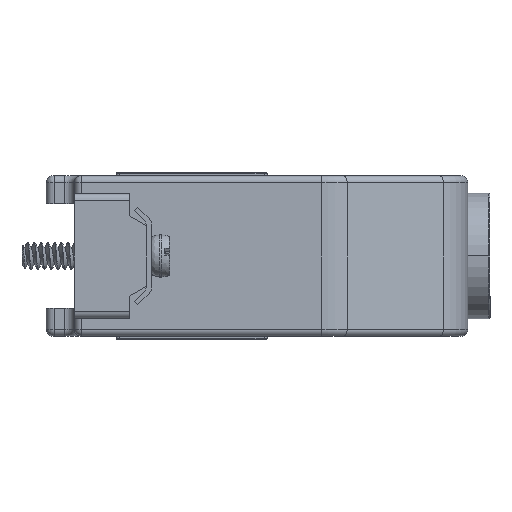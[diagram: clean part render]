
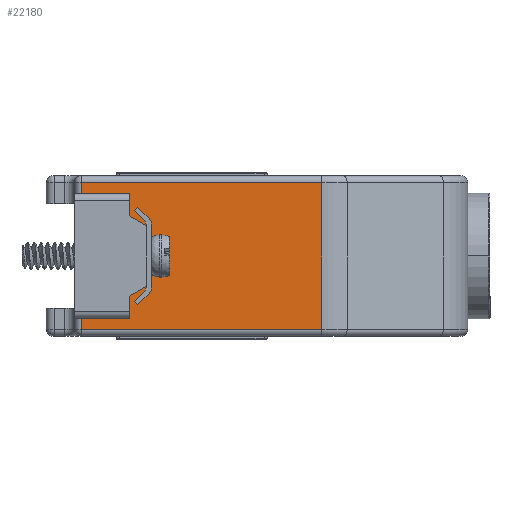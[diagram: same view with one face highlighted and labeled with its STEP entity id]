
A CAD part, left-side view. The second image highlights one B-rep face of the part: STEP entity #22180.
In plain terms, the highlighted planar face has unit normal (-1, 0, 0).
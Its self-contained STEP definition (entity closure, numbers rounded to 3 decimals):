
#282 = VECTOR ( 'NONE', #15535, 1000. ) ;
#400 = CARTESIAN_POINT ( 'NONE',  ( 6.229, 22.049, 15.35 ) ) ;
#1458 = LINE ( 'NONE', #26190, #21903 ) ;
#1497 = VECTOR ( 'NONE', #32146, 1000. ) ;
#1663 = LINE ( 'NONE', #26399, #24200 ) ;
#2744 = ORIENTED_EDGE ( 'NONE', *, *, #38640, .T. ) ;
#2869 = CARTESIAN_POINT ( 'NONE',  ( 6.229, 17.249, 26.65 ) ) ;
#5174 = CARTESIAN_POINT ( 'NONE',  ( 6.229, 22.049, 28.85 ) ) ;
#5256 = LINE ( 'NONE', #20536, #33537 ) ;
#5817 = ORIENTED_EDGE ( 'NONE', *, *, #22723, .T. ) ;
#5857 = ORIENTED_EDGE ( 'NONE', *, *, #18731, .F. ) ;
#5864 = DIRECTION ( 'NONE',  ( 0., -1., 0. ) ) ;
#6098 = CARTESIAN_POINT ( 'NONE',  ( 6.229, 17.249, 28.85 ) ) ;
#7238 = VECTOR ( 'NONE', #5864, 1000. ) ;
#7713 = CARTESIAN_POINT ( 'NONE',  ( 6.229, 22.749, 15.35 ) ) ;
#8086 = DIRECTION ( 'NONE',  ( 0., 0., 1. ) ) ;
#8343 = EDGE_CURVE ( 'NONE', #18248, #33779, #9222, .T. ) ;
#8717 = CARTESIAN_POINT ( 'NONE',  ( 6.229, 22.749, 29.95 ) ) ;
#8909 = LINE ( 'NONE', #8717, #29735 ) ;
#9016 = CARTESIAN_POINT ( 'NONE',  ( 6.229, -1.876, 14.65 ) ) ;
#9035 = CARTESIAN_POINT ( 'NONE',  ( 6.229, 15.549, 19.65 ) ) ;
#9222 = LINE ( 'NONE', #9035, #39607 ) ;
#9252 = CARTESIAN_POINT ( 'NONE',  ( 6.229, 22.749, 16.45 ) ) ;
#9712 = CARTESIAN_POINT ( 'NONE',  ( 6.229, 17.249, 16.45 ) ) ;
#9822 = CARTESIAN_POINT ( 'NONE',  ( 6.229, 15.549, 25.65 ) ) ;
#9982 = ORIENTED_EDGE ( 'NONE', *, *, #15419, .T. ) ;
#10354 = CARTESIAN_POINT ( 'NONE',  ( 6.229, 17.249, 28.85 ) ) ;
#11680 = VECTOR ( 'NONE', #20213, 1000. ) ;
#12125 = EDGE_CURVE ( 'NONE', #29127, #38376, #1663, .T. ) ;
#12960 = ORIENTED_EDGE ( 'NONE', *, *, #26846, .F. ) ;
#13549 = VECTOR ( 'NONE', #26398, 1000. ) ;
#13918 = DIRECTION ( 'NONE',  ( 0., 0., -1. ) ) ;
#14163 = ORIENTED_EDGE ( 'NONE', *, *, #24529, .F. ) ;
#15419 = EDGE_CURVE ( 'NONE', #15551, #39238, #8909, .T. ) ;
#15535 = DIRECTION ( 'NONE',  ( 0., -0.862, 0.507 ) ) ;
#15551 = VERTEX_POINT ( 'NONE', #29389 ) ;
#16977 = LINE ( 'NONE', #19830, #11680 ) ;
#17537 = ORIENTED_EDGE ( 'NONE', *, *, #22676, .T. ) ;
#17734 = VECTOR ( 'NONE', #25194, 1000. ) ;
#17941 = EDGE_CURVE ( 'NONE', #33618, #18248, #33919, .T. ) ;
#18248 = VERTEX_POINT ( 'NONE', #34659 ) ;
#18731 = EDGE_CURVE ( 'NONE', #33779, #33230, #27851, .T. ) ;
#19830 = CARTESIAN_POINT ( 'NONE',  ( 6.229, 22.749, 28.85 ) ) ;
#20014 = VERTEX_POINT ( 'NONE', #5174 ) ;
#20213 = DIRECTION ( 'NONE',  ( 0., 1., 0. ) ) ;
#20325 = CARTESIAN_POINT ( 'NONE',  ( 6.229, 22.749, 14.65 ) ) ;
#20536 = CARTESIAN_POINT ( 'NONE',  ( 6.229, 17.249, 16.45 ) ) ;
#20824 = EDGE_LOOP ( 'NONE', ( #25411, #17537, #2744, #9982, #5817, #14163, #12960, #5857, #25122, #24821, #33503, #29261 ) ) ;
#21315 = DIRECTION ( 'NONE',  ( 0., 0., 1. ) ) ;
#21903 = VECTOR ( 'NONE', #13918, 1000. ) ;
#22180 = ADVANCED_FACE ( 'NONE', ( #35668 ), #31723, .F. ) ;
#22676 = EDGE_CURVE ( 'NONE', #38376, #22766, #35314, .T. ) ;
#22723 = EDGE_CURVE ( 'NONE', #39238, #20014, #1458, .T. ) ;
#22766 = VERTEX_POINT ( 'NONE', #22977 ) ;
#22796 = VECTOR ( 'NONE', #39638, 1000. ) ;
#22977 = CARTESIAN_POINT ( 'NONE',  ( 6.229, -1.876, 15.35 ) ) ;
#23782 = AXIS2_PLACEMENT_3D ( 'NONE', #20325, #29629, #25613 ) ;
#24200 = VECTOR ( 'NONE', #38507, 1000. ) ;
#24529 = EDGE_CURVE ( 'NONE', #37415, #20014, #16977, .T. ) ;
#24821 = ORIENTED_EDGE ( 'NONE', *, *, #17941, .F. ) ;
#24984 = CARTESIAN_POINT ( 'NONE',  ( 6.229, 17.249, 18.65 ) ) ;
#25122 = ORIENTED_EDGE ( 'NONE', *, *, #8343, .F. ) ;
#25194 = DIRECTION ( 'NONE',  ( 0., 0.862, 0.507 ) ) ;
#25411 = ORIENTED_EDGE ( 'NONE', *, *, #12125, .T. ) ;
#25613 = DIRECTION ( 'NONE',  ( 0., -1., 0. ) ) ;
#26190 = CARTESIAN_POINT ( 'NONE',  ( 6.229, 22.049, 30.65 ) ) ;
#26398 = DIRECTION ( 'NONE',  ( 0., -1., 0. ) ) ;
#26399 = CARTESIAN_POINT ( 'NONE',  ( 6.229, 22.049, 14.65 ) ) ;
#26490 = EDGE_CURVE ( 'NONE', #29127, #33191, #33462, .T. ) ;
#26846 = EDGE_CURVE ( 'NONE', #33230, #37415, #35150, .T. ) ;
#27851 = LINE ( 'NONE', #2869, #17734 ) ;
#29127 = VERTEX_POINT ( 'NONE', #31367 ) ;
#29261 = ORIENTED_EDGE ( 'NONE', *, *, #26490, .F. ) ;
#29389 = CARTESIAN_POINT ( 'NONE',  ( 6.229, -1.876, 29.95 ) ) ;
#29629 = DIRECTION ( 'NONE',  ( 1., 0., 0. ) ) ;
#29735 = VECTOR ( 'NONE', #36706, 1000. ) ;
#31367 = CARTESIAN_POINT ( 'NONE',  ( 6.229, 22.049, 16.45 ) ) ;
#31723 = PLANE ( 'NONE',  #23782 ) ;
#32146 = DIRECTION ( 'NONE',  ( 0., 0., 1. ) ) ;
#32442 = CARTESIAN_POINT ( 'NONE',  ( 6.229, 17.249, 18.65 ) ) ;
#33191 = VERTEX_POINT ( 'NONE', #9712 ) ;
#33230 = VERTEX_POINT ( 'NONE', #36533 ) ;
#33462 = LINE ( 'NONE', #9252, #7238 ) ;
#33503 = ORIENTED_EDGE ( 'NONE', *, *, #35181, .F. ) ;
#33537 = VECTOR ( 'NONE', #8086, 1000. ) ;
#33618 = VERTEX_POINT ( 'NONE', #32442 ) ;
#33779 = VERTEX_POINT ( 'NONE', #9822 ) ;
#33919 = LINE ( 'NONE', #24984, #282 ) ;
#34659 = CARTESIAN_POINT ( 'NONE',  ( 6.229, 15.549, 19.65 ) ) ;
#35150 = LINE ( 'NONE', #10354, #1497 ) ;
#35181 = EDGE_CURVE ( 'NONE', #33191, #33618, #5256, .T. ) ;
#35314 = LINE ( 'NONE', #7713, #13549 ) ;
#35668 = FACE_OUTER_BOUND ( 'NONE', #20824, .T. ) ;
#36533 = CARTESIAN_POINT ( 'NONE',  ( 6.229, 17.249, 26.65 ) ) ;
#36615 = CARTESIAN_POINT ( 'NONE',  ( 6.229, 22.049, 29.95 ) ) ;
#36706 = DIRECTION ( 'NONE',  ( 0., 1., 0. ) ) ;
#37004 = LINE ( 'NONE', #9016, #22796 ) ;
#37415 = VERTEX_POINT ( 'NONE', #6098 ) ;
#38376 = VERTEX_POINT ( 'NONE', #400 ) ;
#38507 = DIRECTION ( 'NONE',  ( 0., 0., -1. ) ) ;
#38640 = EDGE_CURVE ( 'NONE', #22766, #15551, #37004, .T. ) ;
#39238 = VERTEX_POINT ( 'NONE', #36615 ) ;
#39607 = VECTOR ( 'NONE', #21315, 1000. ) ;
#39638 = DIRECTION ( 'NONE',  ( 0., 0., 1. ) ) ;
